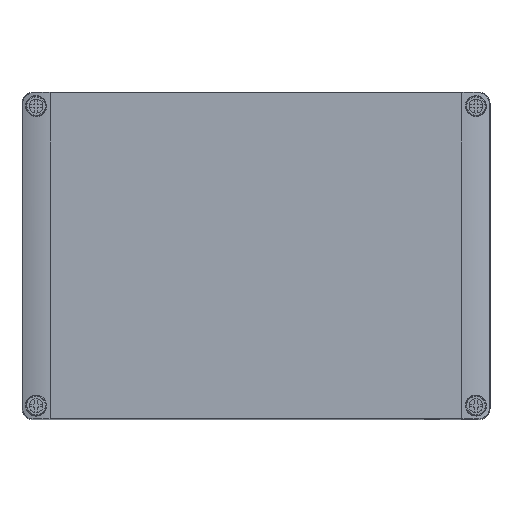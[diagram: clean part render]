
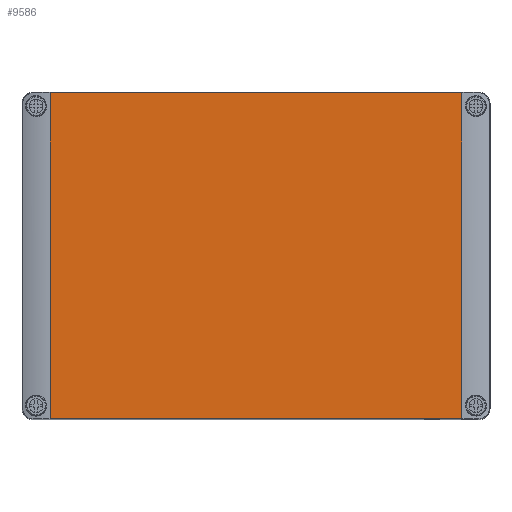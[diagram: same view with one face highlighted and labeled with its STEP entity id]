
A CAD part, top view. The second image highlights one B-rep face of the part: STEP entity #9586.
In plain terms, the highlighted planar face has unit normal (0, 0, 1).
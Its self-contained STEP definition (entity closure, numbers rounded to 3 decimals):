
#9566=AXIS2_PLACEMENT_3D('Plane Axis2P3D',#9563,#9564,#9565) ;
#9072=CARTESIAN_POINT('Vertex',(235.,0.436,75.)) ;
#9077=CARTESIAN_POINT('Line Origine',(125.,0.436,75.)) ;
#9081=CARTESIAN_POINT('Vertex',(15.,0.436,75.)) ;
#9348=CARTESIAN_POINT('Vertex',(235.,174.564,75.)) ;
#9353=CARTESIAN_POINT('Line Origine',(235.,0.,75.)) ;
#9563=CARTESIAN_POINT('Axis2P3D Location',(15.,0.,75.)) ;
#9568=CARTESIAN_POINT('Line Origine',(125.,174.564,75.)) ;
#9572=CARTESIAN_POINT('Vertex',(15.,174.564,75.)) ;
#9575=CARTESIAN_POINT('Line Origine',(15.,87.5,75.)) ;
#9078=DIRECTION('Vector Direction',(1.,0.,0.)) ;
#9354=DIRECTION('Vector Direction',(0.,1.,0.)) ;
#9564=DIRECTION('Axis2P3D Direction',(0.,0.,1.)) ;
#9565=DIRECTION('Axis2P3D XDirection',(1.,0.,0.)) ;
#9569=DIRECTION('Vector Direction',(1.,0.,0.)) ;
#9576=DIRECTION('Vector Direction',(0.,1.,0.)) ;
#9079=VECTOR('Line Direction',#9078,1.) ;
#9355=VECTOR('Line Direction',#9354,1.) ;
#9570=VECTOR('Line Direction',#9569,1.) ;
#9577=VECTOR('Line Direction',#9576,1.) ;
#9581=ORIENTED_EDGE('',*,*,#9357,.T.) ;
#9582=ORIENTED_EDGE('',*,*,#9574,.F.) ;
#9583=ORIENTED_EDGE('',*,*,#9579,.F.) ;
#9584=ORIENTED_EDGE('',*,*,#9083,.T.) ;
#9586=ADVANCED_FACE('DE_MPC_17-25-07\\MANIFOLD_SOLID_BREP #50408',(#9585),#9567,.T.) ;
#9083=EDGE_CURVE('',#9082,#9073,#9080,.T.) ;
#9357=EDGE_CURVE('',#9073,#9349,#9356,.T.) ;
#9574=EDGE_CURVE('',#9573,#9349,#9571,.T.) ;
#9579=EDGE_CURVE('',#9082,#9573,#9578,.T.) ;
#9580=EDGE_LOOP('',(#9581,#9582,#9583,#9584)) ;
#9585=FACE_OUTER_BOUND('',#9580,.T.) ;
#9080=LINE('Line',#9077,#9079) ;
#9356=LINE('Line',#9353,#9355) ;
#9571=LINE('Line',#9568,#9570) ;
#9578=LINE('Line',#9575,#9577) ;
#9567=PLANE('',#9566) ;
#9073=VERTEX_POINT('',#9072) ;
#9082=VERTEX_POINT('',#9081) ;
#9349=VERTEX_POINT('',#9348) ;
#9573=VERTEX_POINT('',#9572) ;
